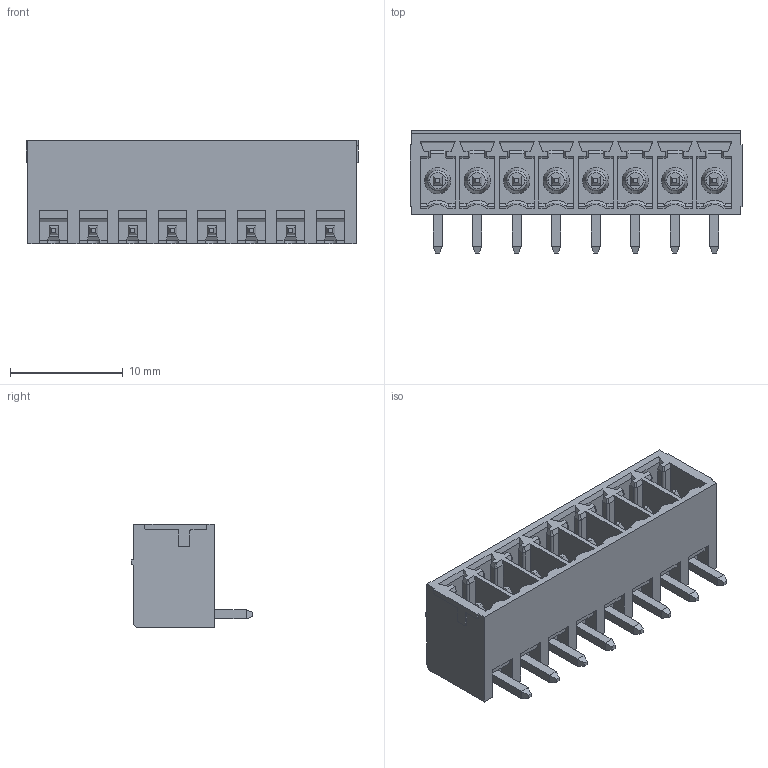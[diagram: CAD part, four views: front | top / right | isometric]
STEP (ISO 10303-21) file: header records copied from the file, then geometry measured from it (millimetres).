
FILE_DESCRIPTION (( 'STEP AP214' ), '1' );
FILE_NAME ('1844278.STEP', '2024-03-11T22:11:24', ( '' ), ( '' ), 'SwSTEP 2.0', 'SolidWorks 2021', '' );
FILE_SCHEMA (( 'AUTOMOTIVE_DESIGN' ));
Length unit declared in the file: millimetre
Products named in the file (3): MC 1,5 x-G-3,5_8; 1844278; pin
Assembly tree (9 placements, depth 2):
  1844278
    MC 1,5 x-G-3,5_8
    pin  x8
Bounding box: 29.4 x 10.8 x 9.2 mm (x, y, z)
Volume: 1011.5 mm3; surface area: 2814.8 mm2
Topology: 9 solids, 9 shells, 719 faces, 1799 edges, 1114 vertices
Faces by surface type: plane 529, cylinder 110, cone 56, torus 24
Entity records: 17688 total; most frequent: CARTESIAN_POINT 3184, ORIENTED_EDGE 3024, DIRECTION 2950, EDGE_CURVE 1512, VECTOR 1178, LINE 1178, VERTEX_POINT 960, AXIS2_PLACEMENT_3D 886
